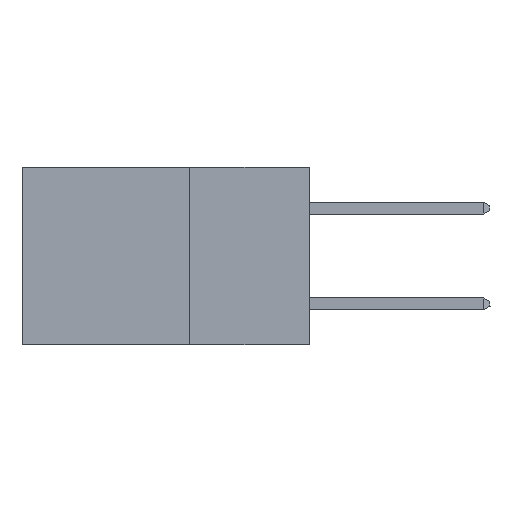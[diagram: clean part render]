
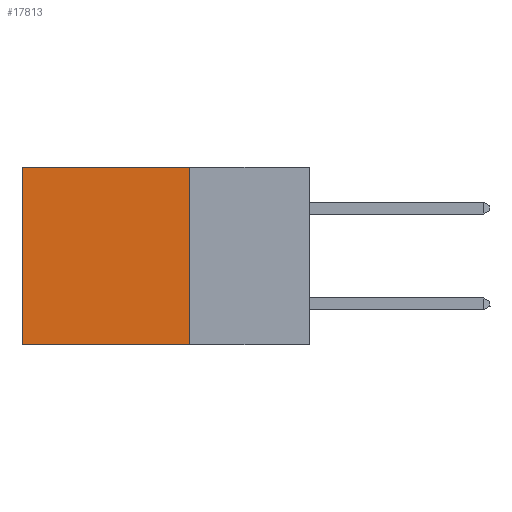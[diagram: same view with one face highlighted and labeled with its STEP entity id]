
A CAD part, left-side view. The second image highlights one B-rep face of the part: STEP entity #17813.
In plain terms, the highlighted planar face has unit normal (-1, 0, 0).
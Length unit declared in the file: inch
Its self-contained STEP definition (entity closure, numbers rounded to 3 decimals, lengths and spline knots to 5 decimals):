
#310 = CARTESIAN_POINT ( 'NONE',  ( 0.2875, 0.25, 0. ) ) ;
#1070 = EDGE_CURVE ( 'NONE', #18632, #16120, #9822, .T. ) ;
#1243 = CARTESIAN_POINT ( 'NONE',  ( 0.2875, 0.6, 0. ) ) ;
#1308 = CARTESIAN_POINT ( 'NONE',  ( 0.2875, 0.25, 0. ) ) ;
#1526 = VECTOR ( 'NONE', #10275, 39.37008 ) ;
#1867 = DIRECTION ( 'NONE',  ( 1., 0., 0. ) ) ;
#2724 = LINE ( 'NONE', #16842, #6396 ) ;
#3205 = EDGE_CURVE ( 'NONE', #19627, #14071, #7520, .T. ) ;
#3409 = VECTOR ( 'NONE', #5253, 39.37008 ) ;
#3619 = CARTESIAN_POINT ( 'NONE',  ( 0.2875, 0.25, 0. ) ) ;
#3851 = ORIENTED_EDGE ( 'NONE', *, *, #3205, .T. ) ;
#5253 = DIRECTION ( 'NONE',  ( 0., 1., 0. ) ) ;
#5258 = AXIS2_PLACEMENT_3D ( 'NONE', #310, #1867, #12733 ) ;
#5415 = EDGE_CURVE ( 'NONE', #14071, #16120, #16979, .T. ) ;
#5511 = EDGE_LOOP ( 'NONE', ( #15985, #13570, #18421, #3851 ) ) ;
#6165 = DIRECTION ( 'NONE',  ( 0., 0., -1. ) ) ;
#6396 = VECTOR ( 'NONE', #6165, 39.37008 ) ;
#6582 = CARTESIAN_POINT ( 'NONE',  ( 0.2875, 0.25, -0.37 ) ) ;
#7520 = LINE ( 'NONE', #3619, #3409 ) ;
#8380 = VECTOR ( 'NONE', #12187, 39.37008 ) ;
#8504 = CARTESIAN_POINT ( 'NONE',  ( 0.2875, 0.6, 0. ) ) ;
#8539 = CARTESIAN_POINT ( 'NONE',  ( 0.2875, 0.6, -0.37 ) ) ;
#8789 = FACE_OUTER_BOUND ( 'NONE', #5511, .T. ) ;
#9822 = LINE ( 'NONE', #14865, #1526 ) ;
#10275 = DIRECTION ( 'NONE',  ( 0., 1., 0. ) ) ;
#12187 = DIRECTION ( 'NONE',  ( 0., 0., -1. ) ) ;
#12459 = EDGE_CURVE ( 'NONE', #19627, #18632, #2724, .T. ) ;
#12733 = DIRECTION ( 'NONE',  ( 0., 0., -1. ) ) ;
#13570 = ORIENTED_EDGE ( 'NONE', *, *, #1070, .F. ) ;
#14071 = VERTEX_POINT ( 'NONE', #8504 ) ;
#14865 = CARTESIAN_POINT ( 'NONE',  ( 0.2875, 0.25, -0.37 ) ) ;
#15985 = ORIENTED_EDGE ( 'NONE', *, *, #5415, .T. ) ;
#16120 = VERTEX_POINT ( 'NONE', #8539 ) ;
#16842 = CARTESIAN_POINT ( 'NONE',  ( 0.2875, 0.25, 0. ) ) ;
#16979 = LINE ( 'NONE', #1243, #8380 ) ;
#17207 = PLANE ( 'NONE',  #5258 ) ;
#17813 = ADVANCED_FACE ( 'NONE', ( #8789 ), #17207, .F. ) ;
#18421 = ORIENTED_EDGE ( 'NONE', *, *, #12459, .F. ) ;
#18632 = VERTEX_POINT ( 'NONE', #6582 ) ;
#19627 = VERTEX_POINT ( 'NONE', #1308 ) ;
